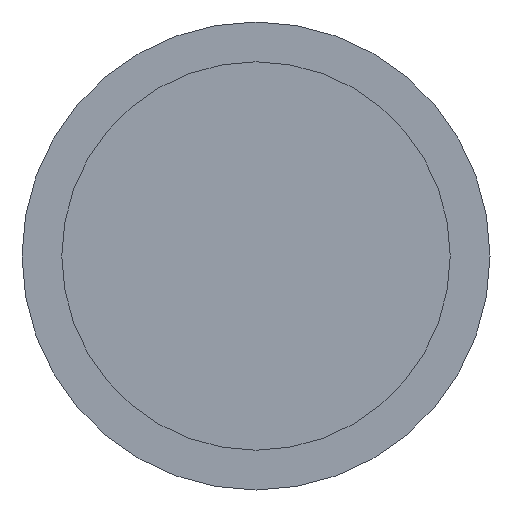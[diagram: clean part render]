
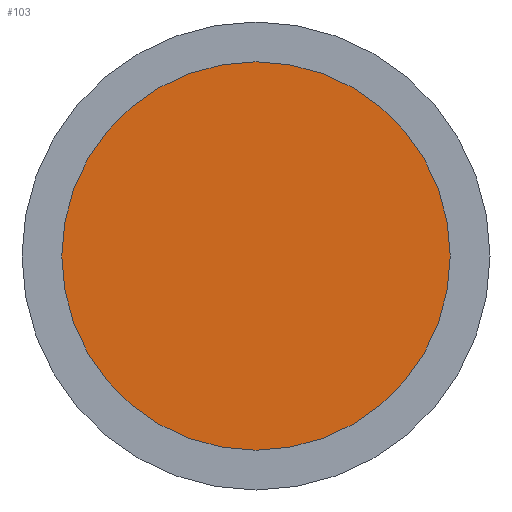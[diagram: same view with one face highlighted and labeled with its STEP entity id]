
A CAD part, front view. The second image highlights one B-rep face of the part: STEP entity #103.
In plain terms, the highlighted planar face has unit normal (0, -1, 0).
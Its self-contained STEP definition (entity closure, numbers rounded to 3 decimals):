
#103 = ADVANCED_FACE( '', ( #213 ), #214, .F. );
#213 = FACE_OUTER_BOUND( '', #348, .T. );
#214 = PLANE( '', #349 );
#348 = EDGE_LOOP( '', ( #538 ) );
#349 = AXIS2_PLACEMENT_3D( '', #539, #540, #541 );
#538 = ORIENTED_EDGE( '', *, *, #600, .T. );
#539 = CARTESIAN_POINT( '', ( 20.75, -3., 0. ) );
#540 = DIRECTION( '', ( 0., 1., 0. ) );
#541 = DIRECTION( '', ( 0., 0., 1. ) );
#600 = EDGE_CURVE( '', #698, #698, #699, .T. );
#698 = VERTEX_POINT( '', #823 );
#699 = CIRCLE( '', #824, 20.75 );
#823 = CARTESIAN_POINT( '', ( 0., -3., -20.75 ) );
#824 = AXIS2_PLACEMENT_3D( '', #910, #911, #912 );
#910 = CARTESIAN_POINT( '', ( 0., -3., 0. ) );
#911 = DIRECTION( '', ( 0., -1., 0. ) );
#912 = DIRECTION( '', ( 0., 0., -1. ) );
